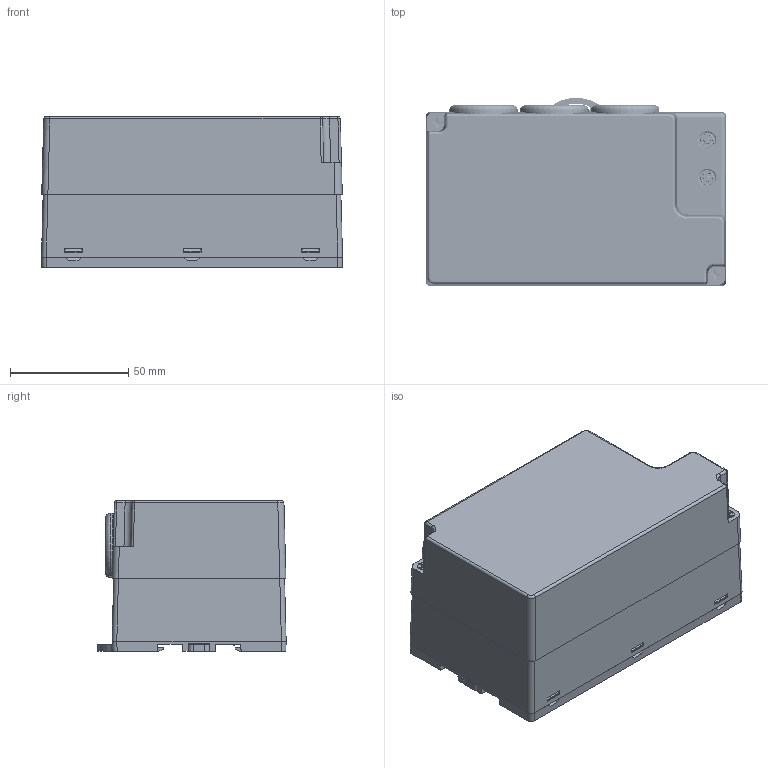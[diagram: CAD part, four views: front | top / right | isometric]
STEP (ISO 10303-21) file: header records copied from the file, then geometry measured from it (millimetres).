
FILE_DESCRIPTION(/* description */ (''),/* implementation_level */ '2;1');
FILE_NAME(/* name */ '',/* time_stamp */ '2024-03-20T16:06:47+08:00',/* author */ (''),/* organization */ (''),/* preprocessor_version */ 'ST-DEVELOPER v14',/* originating_system */ 'SIEMENS PLM Software NX 8.0',/* authorisation */ '');
FILE_SCHEMA (('AUTOMOTIVE_DESIGN { 1 0 10303 214 3 1 1 1 }'));
Products named in the file (1): Admi44DCE454mvlk
Bounding box: 127.42 x 79.71 x 63.8 mm (x, y, z)
Volume: 321365.2 mm3; surface area: 98746.2 mm2
Topology: 4 solids, 12 shells, 3435 faces, 9082 edges, 6050 vertices
Faces by surface type: plane 2457, cylinder 813, extrusion 94, bspline 34, cone 22, torus 10, sphere 5
Full cylindrical faces by diameter (mm): 1.168 x120, 1.178 x120, 1.2 x8, 1.5 x8, 2.5 x2, 3 x18, 4 x1, 5.5 x4, 8.6 x4, 9.5 x6, 9.6 x1, 9.9 x1
Entity records: 124526 total; most frequent: CARTESIAN_POINT 38999, ORIENTED_EDGE 17312, DIRECTION 16695, EDGE_CURVE 8656, VECTOR 6631, LINE 6537, VERTEX_POINT 5939, AXIS2_PLACEMENT_3D 5032
